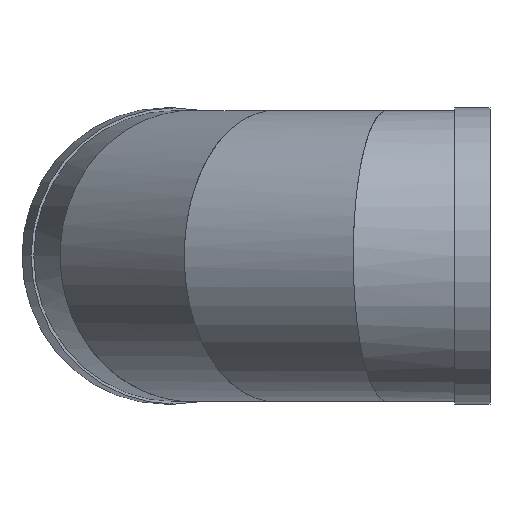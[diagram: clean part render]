
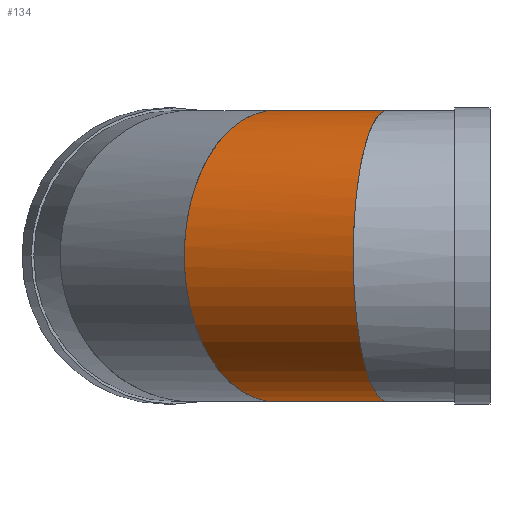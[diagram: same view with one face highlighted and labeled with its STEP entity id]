
A CAD part, left-side view. The second image highlights one B-rep face of the part: STEP entity #134.
In plain terms, the highlighted cylindrical face has radius 315 mm (diameter 630 mm), a full revolution.
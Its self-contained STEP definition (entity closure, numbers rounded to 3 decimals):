
#134 = ADVANCED_FACE( '', ( #234, #235 ), #236, .T. );
#234 = FACE_OUTER_BOUND( '', #344, .T. );
#235 = FACE_OUTER_BOUND( '', #345, .T. );
#236 = CYLINDRICAL_SURFACE( '', #346, 315. );
#344 = EDGE_LOOP( '', ( #448 ) );
#345 = EDGE_LOOP( '', ( #449 ) );
#346 = AXIS2_PLACEMENT_3D( '', #450, #451, #452 );
#448 = ORIENTED_EDGE( '', *, *, #584, .T. );
#449 = ORIENTED_EDGE( '', *, *, #585, .T. );
#450 = CARTESIAN_POINT( '', ( 343.612, 919.672, 0. ) );
#451 = DIRECTION( '', ( 0.442, 0.897, 0. ) );
#452 = DIRECTION( '', ( 0.897, -0.442, 0. ) );
#584 = EDGE_CURVE( '', #638, #638, #639, .T. );
#585 = EDGE_CURVE( '', #640, #640, #641, .T. );
#638 = VERTEX_POINT( '', #710 );
#639 = ELLIPSE( '', #711, 321.171, 315. );
#640 = VERTEX_POINT( '', #712 );
#641 = ELLIPSE( '', #713, 323.449, 315. );
#710 = CARTESIAN_POINT( '', ( 375.198, 271.517, 0. ) );
#711 = AXIS2_PLACEMENT_3D( '', #784, #785, #786 );
#712 = CARTESIAN_POINT( '', ( -315., 296.343, 0. ) );
#713 = AXIS2_PLACEMENT_3D( '', #787, #788, #789 );
#784 = CARTESIAN_POINT( '', ( 120.395, 467.033, 0. ) );
#785 = DIRECTION( '', ( -0.609, -0.793, 0. ) );
#786 = DIRECTION( '', ( 0.793, -0.609, 0. ) );
#787 = CARTESIAN_POINT( '', ( 0., 222.895, 0. ) );
#788 = DIRECTION( '', ( 0.227, 0.974, 0. ) );
#789 = DIRECTION( '', ( -0.974, 0.227, 0. ) );
